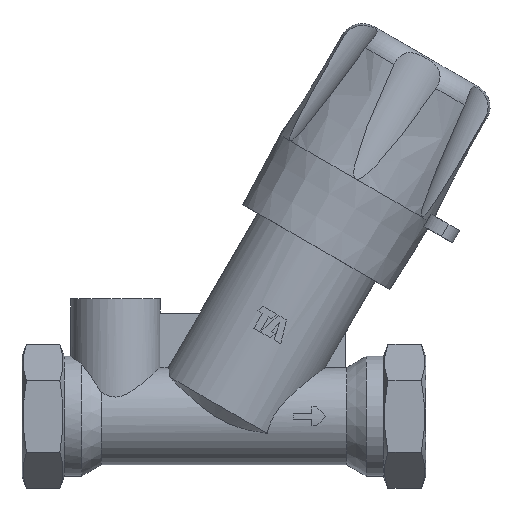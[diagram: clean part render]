
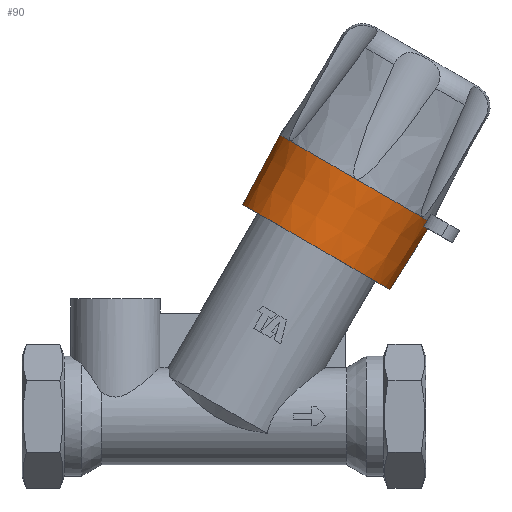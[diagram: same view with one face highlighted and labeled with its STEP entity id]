
A CAD part, front view. The second image highlights one B-rep face of the part: STEP entity #90.
In plain terms, the highlighted conical face has half-angle 2 degrees and reference radius 18.1 mm.
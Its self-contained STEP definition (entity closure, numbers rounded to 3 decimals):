
#90 = ADVANCED_FACE( '', ( #231, #232 ), #233, .T. );
#231 = FACE_BOUND( '', #489, .T. );
#232 = FACE_OUTER_BOUND( '', #490, .T. );
#233 = CONICAL_SURFACE( '', #491, 18.1, 0.035 );
#489 = EDGE_LOOP( '', ( #857 ) );
#490 = EDGE_LOOP( '', ( #858, #859, #860, #861, #862, #863, #864, #865, #866, #867 ) );
#491 = AXIS2_PLACEMENT_3D( '', #868, #869, #870 );
#857 = ORIENTED_EDGE( '', *, *, #1728, .F. );
#858 = ORIENTED_EDGE( '', *, *, #1702, .F. );
#859 = ORIENTED_EDGE( '', *, *, #1699, .T. );
#860 = ORIENTED_EDGE( '', *, *, #1729, .T. );
#861 = ORIENTED_EDGE( '', *, *, #1736, .T. );
#862 = ORIENTED_EDGE( '', *, *, #1725, .T. );
#863 = ORIENTED_EDGE( '', *, *, #1737, .T. );
#864 = ORIENTED_EDGE( '', *, *, #1738, .T. );
#865 = ORIENTED_EDGE( '', *, *, #1739, .T. );
#866 = ORIENTED_EDGE( '', *, *, #1732, .T. );
#867 = ORIENTED_EDGE( '', *, *, #1740, .T. );
#868 = CARTESIAN_POINT( '', ( 20.81, 0., 36.044 ) );
#869 = DIRECTION( '', ( 0.5, 0., 0.866 ) );
#870 = DIRECTION( '', ( 0.866, 0., -0.5 ) );
#1699 = EDGE_CURVE( '', #2041, #2038, #2042, .F. );
#1702 = EDGE_CURVE( '', #2041, #2046, #2047, .F. );
#1725 = EDGE_CURVE( '', #2088, #2079, #2089, .T. );
#1728 = EDGE_CURVE( '', #2092, #2092, #2093, .T. );
#1729 = EDGE_CURVE( '', #2038, #2094, #2095, .T. );
#1732 = EDGE_CURVE( '', #2100, #2098, #2101, .T. );
#1736 = EDGE_CURVE( '', #2094, #2088, #2105, .T. );
#1737 = EDGE_CURVE( '', #2079, #2085, #2106, .T. );
#1738 = EDGE_CURVE( '', #2085, #2107, #2108, .T. );
#1739 = EDGE_CURVE( '', #2107, #2100, #2109, .T. );
#1740 = EDGE_CURVE( '', #2098, #2046, #2110, .F. );
#2038 = VERTEX_POINT( '', #2607 );
#2041 = VERTEX_POINT( '', #2612 );
#2042 = LINE( '', #2613, #2614 );
#2046 = VERTEX_POINT( '', #2619 );
#2047 = CIRCLE( '', #2620, 18.634 );
#2079 = VERTEX_POINT( '', #2923 );
#2085 = VERTEX_POINT( '', #2981 );
#2088 = VERTEX_POINT( '', #3034 );
#2089 = CIRCLE( '', #3035, 18.686 );
#2092 = VERTEX_POINT( '', #3088 );
#2093 = CIRCLE( '', #3089, 18.1 );
#2094 = VERTEX_POINT( '', #3090 );
#2095 = CIRCLE( '', #3091, 18.686 );
#2098 = VERTEX_POINT( '', #3094 );
#2100 = VERTEX_POINT( '', #3097 );
#2101 = CIRCLE( '', #3098, 18.686 );
#2105 = CIRCLE( '', #3177, 18.686 );
#2106 = CIRCLE( '', #3178, 18.686 );
#2107 = VERTEX_POINT( '', #3179 );
#2108 = CIRCLE( '', #3180, 18.686 );
#2109 = CIRCLE( '', #3181, 18.686 );
#2110 = LINE( '', #3182, #3183 );
#2607 = CARTESIAN_POINT( '', ( 44.437, -6.292, 41.779 ) );
#2612 = CARTESIAN_POINT( '', ( 43.645, -6.275, 40.504 ) );
#2613 = CARTESIAN_POINT( '', ( -238.348, 0., -412.831 ) );
#2614 = VECTOR( '', #4148, 1000. );
#2619 = CARTESIAN_POINT( '', ( 43.645, 6.275, 40.504 ) );
#2620 = AXIS2_PLACEMENT_3D( '', #4153, #4154, #4155 );
#2923 = CARTESIAN_POINT( '', ( 15.186, -9.343, 58.667 ) );
#2981 = CARTESIAN_POINT( '', ( 15.186, 9.343, 58.667 ) );
#3034 = CARTESIAN_POINT( '', ( 29.2, -18.686, 50.576 ) );
#3035 = AXIS2_PLACEMENT_3D( '', #4186, #4187, #4188 );
#3088 = CARTESIAN_POINT( '', ( 5.135, 0., 45.094 ) );
#3089 = AXIS2_PLACEMENT_3D( '', #4189, #4190, #4191 );
#3090 = CARTESIAN_POINT( '', ( 43.214, -9.343, 42.485 ) );
#3091 = AXIS2_PLACEMENT_3D( '', #4192, #4193, #4194 );
#3094 = CARTESIAN_POINT( '', ( 44.437, 6.292, 41.779 ) );
#3097 = CARTESIAN_POINT( '', ( 43.214, 9.343, 42.485 ) );
#3098 = AXIS2_PLACEMENT_3D( '', #4199, #4200, #4201 );
#3177 = AXIS2_PLACEMENT_3D( '', #4202, #4203, #4204 );
#3178 = AXIS2_PLACEMENT_3D( '', #4205, #4206, #4207 );
#3179 = CARTESIAN_POINT( '', ( 29.2, 18.686, 50.576 ) );
#3180 = AXIS2_PLACEMENT_3D( '', #4208, #4209, #4210 );
#3181 = AXIS2_PLACEMENT_3D( '', #4211, #4212, #4213 );
#3182 = CARTESIAN_POINT( '', ( -238.348, 0., -412.831 ) );
#3183 = VECTOR( '', #4214, 1000. );
#4148 = DIRECTION( '', ( -0.528, 0.012, -0.849 ) );
#4153 = CARTESIAN_POINT( '', ( 28.45, 0., 49.277 ) );
#4154 = DIRECTION( '', ( -0.5, 0., -0.866 ) );
#4155 = DIRECTION( '', ( -0.866, 0., 0.5 ) );
#4186 = CARTESIAN_POINT( '', ( 29.2, 0., 50.576 ) );
#4187 = DIRECTION( '', ( -0.5, 0., -0.866 ) );
#4188 = DIRECTION( '', ( -0.866, 0., 0.5 ) );
#4189 = CARTESIAN_POINT( '', ( 20.81, 0., 36.044 ) );
#4190 = DIRECTION( '', ( -0.5, 0., -0.866 ) );
#4191 = DIRECTION( '', ( -0.866, 0., 0.5 ) );
#4192 = CARTESIAN_POINT( '', ( 29.2, 0., 50.576 ) );
#4193 = DIRECTION( '', ( -0.5, 0., -0.866 ) );
#4194 = DIRECTION( '', ( -0.866, 0., 0.5 ) );
#4199 = CARTESIAN_POINT( '', ( 29.2, 0., 50.576 ) );
#4200 = DIRECTION( '', ( -0.5, 0., -0.866 ) );
#4201 = DIRECTION( '', ( -0.866, 0., 0.5 ) );
#4202 = CARTESIAN_POINT( '', ( 29.2, 0., 50.576 ) );
#4203 = DIRECTION( '', ( -0.5, 0., -0.866 ) );
#4204 = DIRECTION( '', ( -0.866, 0., 0.5 ) );
#4205 = CARTESIAN_POINT( '', ( 29.2, 0., 50.576 ) );
#4206 = DIRECTION( '', ( -0.5, 0., -0.866 ) );
#4207 = DIRECTION( '', ( -0.866, 0., 0.5 ) );
#4208 = CARTESIAN_POINT( '', ( 29.2, 0., 50.576 ) );
#4209 = DIRECTION( '', ( -0.5, 0., -0.866 ) );
#4210 = DIRECTION( '', ( -0.866, 0., 0.5 ) );
#4211 = CARTESIAN_POINT( '', ( 29.2, 0., 50.576 ) );
#4212 = DIRECTION( '', ( -0.5, 0., -0.866 ) );
#4213 = DIRECTION( '', ( -0.866, 0., 0.5 ) );
#4214 = DIRECTION( '', ( 0.528, 0.012, 0.849 ) );
